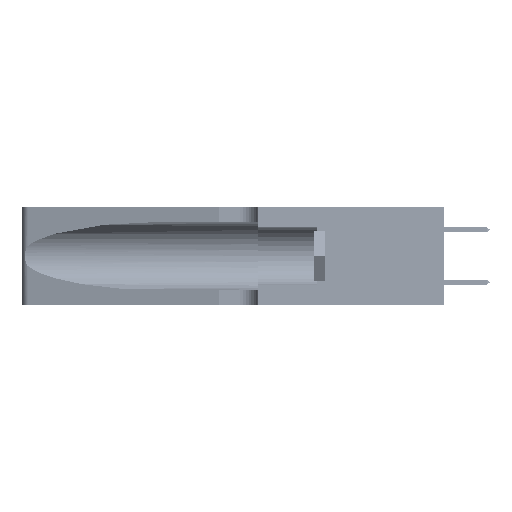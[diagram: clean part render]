
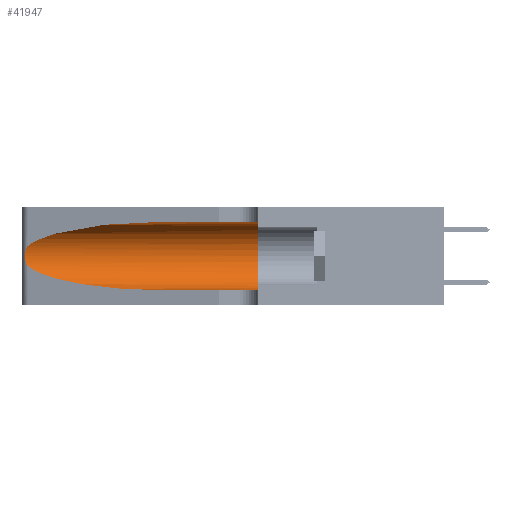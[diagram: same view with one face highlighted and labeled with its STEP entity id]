
A CAD part, left-side view. The second image highlights one B-rep face of the part: STEP entity #41947.
In plain terms, the highlighted cylindrical face has radius 3.308 mm (diameter 6.617 mm), a partial arc.
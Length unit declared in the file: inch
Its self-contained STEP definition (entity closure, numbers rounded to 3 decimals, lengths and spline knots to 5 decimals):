
#706 = B_SPLINE_CURVE_WITH_KNOTS ( 'NONE', 3,
 ( #45011, #19650, #1444, #26918, #5078, #30542, #8748, #34186, #12396, #37864, #16127, #41530, #19807, #45176 ),
 .UNSPECIFIED., .F., .F.,
 ( 4, 2, 2, 2, 2, 2, 4 ),
 ( 0., 0.00027, 0.00053, 0.00107, 0.0016, 0.00187, 0.00214 ),
 .UNSPECIFIED. ) ;
#1444 = CARTESIAN_POINT ( 'NONE',  ( 0.25639, 1.23184, 0.21858 ) ) ;
#3395 = EDGE_CURVE ( 'NONE', #33188, #20255, #24009, .T. ) ;
#3423 = CARTESIAN_POINT ( 'NONE',  ( 0.1305, 1.61858, 0.31525 ) ) ;
#4204 = VECTOR ( 'NONE', #8696, 39.37008 ) ;
#4865 = CARTESIAN_POINT ( 'NONE',  ( 0.25487, 1.22718, 0.22369 ) ) ;
#4877 = ORIENTED_EDGE ( 'NONE', *, *, #38230, .T. ) ;
#5033 = CARTESIAN_POINT ( 'NONE',  ( 0.1305, 1.61858, 0.05475 ) ) ;
#5078 = CARTESIAN_POINT ( 'NONE',  ( 0.25854, 1.2359, 0.20912 ) ) ;
#5280 = VERTEX_POINT ( 'NONE', #42557 ) ;
#5439 = ORIENTED_EDGE ( 'NONE', *, *, #18093, .T. ) ;
#6164 = CARTESIAN_POINT ( 'NONE',  ( 0.25487, 1.22718, 0.22369 ) ) ;
#6623 = CYLINDRICAL_SURFACE ( 'NONE', #37632, 0.13025 ) ;
#7755 = FACE_OUTER_BOUND ( 'NONE', #42798, .T. ) ;
#8088 = ORIENTED_EDGE ( 'NONE', *, *, #31392, .T. ) ;
#8696 = DIRECTION ( 'NONE',  ( 0., -1., 0. ) ) ;
#8748 = CARTESIAN_POINT ( 'NONE',  ( 0.26075, 1.23896, 0.19203 ) ) ;
#9559 = EDGE_CURVE ( 'NONE', #15689, #33188, #38811, .T. ) ;
#10900 = VECTOR ( 'NONE', #36163, 39.37008 ) ;
#12396 = CARTESIAN_POINT ( 'NONE',  ( 0.26017, 1.23833, 0.17102 ) ) ;
#13093 = CARTESIAN_POINT ( 'NONE',  ( 0.2373, 1.15595, 0.08982 ) ) ;
#13467 = DIRECTION ( 'NONE',  ( 0., 0., -1. ) ) ;
#14021 = CARTESIAN_POINT ( 'NONE',  ( 0.1305, 0.35, 0.31525 ) ) ;
#15689 = VERTEX_POINT ( 'NONE', #23227 ) ;
#16127 = CARTESIAN_POINT ( 'NONE',  ( 0.25789, 1.23486, 0.15765 ) ) ;
#16510 = ORIENTED_EDGE ( 'NONE', *, *, #3395, .F. ) ;
#16937 = CARTESIAN_POINT ( 'NONE',  ( 0.1305, 0.35, 0.05475 ) ) ;
#17178 = CARTESIAN_POINT ( 'NONE',  ( 0.1305, 1.61858, 0.185 ) ) ;
#17627 = DIRECTION ( 'NONE',  ( 0., 1., 0. ) ) ;
#18093 = EDGE_CURVE ( 'NONE', #34935, #5280, #706, .T. ) ;
#18281 =( BOUNDED_CURVE ( )  B_SPLINE_CURVE ( 3, ( #44804, #19436, #26704, #4865 ),
 .UNSPECIFIED., .F., .F. ) 
 B_SPLINE_CURVE_WITH_KNOTS ( ( 4, 4 ),
 ( 1.5708, 2.84003 ),
 .UNSPECIFIED. ) 
 CURVE ( )  GEOMETRIC_REPRESENTATION_ITEM ( )  RATIONAL_B_SPLINE_CURVE ( ( 1., 0.87, 0.87, 1. ) ) 
 REPRESENTATION_ITEM ( '' )  );
#19436 = CARTESIAN_POINT ( 'NONE',  ( 0.18966, 0.96281, 0.31525 ) ) ;
#19650 = CARTESIAN_POINT ( 'NONE',  ( 0.25555, 1.22994, 0.2215 ) ) ;
#19807 = CARTESIAN_POINT ( 'NONE',  ( 0.25555, 1.22993, 0.14849 ) ) ;
#20255 = VERTEX_POINT ( 'NONE', #16937 ) ;
#20483 = CARTESIAN_POINT ( 'NONE',  ( 0.18966, 0.96281, 0.05475 ) ) ;
#23216 = EDGE_CURVE ( 'NONE', #15689, #34935, #18281, .T. ) ;
#23227 = CARTESIAN_POINT ( 'NONE',  ( 0.1305, 0.72297, 0.31525 ) ) ;
#23240 = VERTEX_POINT ( 'NONE', #41321 ) ;
#23621 = LINE ( 'NONE', #5033, #4204 ) ;
#24009 = CIRCLE ( 'NONE', #27111, 0.13025 ) ;
#26704 = CARTESIAN_POINT ( 'NONE',  ( 0.2373, 1.15595, 0.28018 ) ) ;
#26918 = CARTESIAN_POINT ( 'NONE',  ( 0.25787, 1.23484, 0.2124 ) ) ;
#27111 = AXIS2_PLACEMENT_3D ( 'NONE', #39367, #17627, #43030 ) ;
#28092 = DIRECTION ( 'NONE',  ( 0., -1., 0. ) ) ;
#30542 = CARTESIAN_POINT ( 'NONE',  ( 0.26018, 1.23835, 0.19895 ) ) ;
#31392 = EDGE_CURVE ( 'NONE', #5280, #23240, #45024, .T. ) ;
#33188 = VERTEX_POINT ( 'NONE', #14021 ) ;
#34186 = CARTESIAN_POINT ( 'NONE',  ( 0.26075, 1.23896, 0.178 ) ) ;
#34935 = VERTEX_POINT ( 'NONE', #6164 ) ;
#36163 = DIRECTION ( 'NONE',  ( 0., -1., 0. ) ) ;
#37632 = AXIS2_PLACEMENT_3D ( 'NONE', #17178, #28092, #13467 ) ;
#37864 = CARTESIAN_POINT ( 'NONE',  ( 0.25856, 1.23593, 0.16098 ) ) ;
#37998 = ORIENTED_EDGE ( 'NONE', *, *, #9559, .F. ) ;
#38230 = EDGE_CURVE ( 'NONE', #23240, #20255, #23621, .T. ) ;
#38541 = CARTESIAN_POINT ( 'NONE',  ( 0.25487, 1.22718, 0.14631 ) ) ;
#38811 = LINE ( 'NONE', #3423, #10900 ) ;
#39367 = CARTESIAN_POINT ( 'NONE',  ( 0.1305, 0.35, 0.185 ) ) ;
#41321 = CARTESIAN_POINT ( 'NONE',  ( 0.1305, 0.72297, 0.05475 ) ) ;
#41530 = CARTESIAN_POINT ( 'NONE',  ( 0.25639, 1.23186, 0.15144 ) ) ;
#41747 = ORIENTED_EDGE ( 'NONE', *, *, #23216, .T. ) ;
#41947 = ADVANCED_FACE ( 'NONE', ( #7755 ), #6623, .F. ) ;
#42557 = CARTESIAN_POINT ( 'NONE',  ( 0.25487, 1.22718, 0.14631 ) ) ;
#42798 = EDGE_LOOP ( 'NONE', ( #41747, #5439, #8088, #4877, #16510, #37998 ) ) ;
#43030 = DIRECTION ( 'NONE',  ( 0., 0., 1. ) ) ;
#44804 = CARTESIAN_POINT ( 'NONE',  ( 0.1305, 0.72297, 0.31525 ) ) ;
#45011 = CARTESIAN_POINT ( 'NONE',  ( 0.25487, 1.22718, 0.22369 ) ) ;
#45024 =( BOUNDED_CURVE ( )  B_SPLINE_CURVE ( 3, ( #38541, #13093, #20483, #45841 ),
 .UNSPECIFIED., .F., .F. ) 
 B_SPLINE_CURVE_WITH_KNOTS ( ( 4, 4 ),
 ( 3.44316, 4.71239 ),
 .UNSPECIFIED. ) 
 CURVE ( )  GEOMETRIC_REPRESENTATION_ITEM ( )  RATIONAL_B_SPLINE_CURVE ( ( 1., 0.87, 0.87, 1. ) ) 
 REPRESENTATION_ITEM ( '' )  );
#45176 = CARTESIAN_POINT ( 'NONE',  ( 0.25487, 1.22718, 0.14631 ) ) ;
#45841 = CARTESIAN_POINT ( 'NONE',  ( 0.1305, 0.72297, 0.05475 ) ) ;
